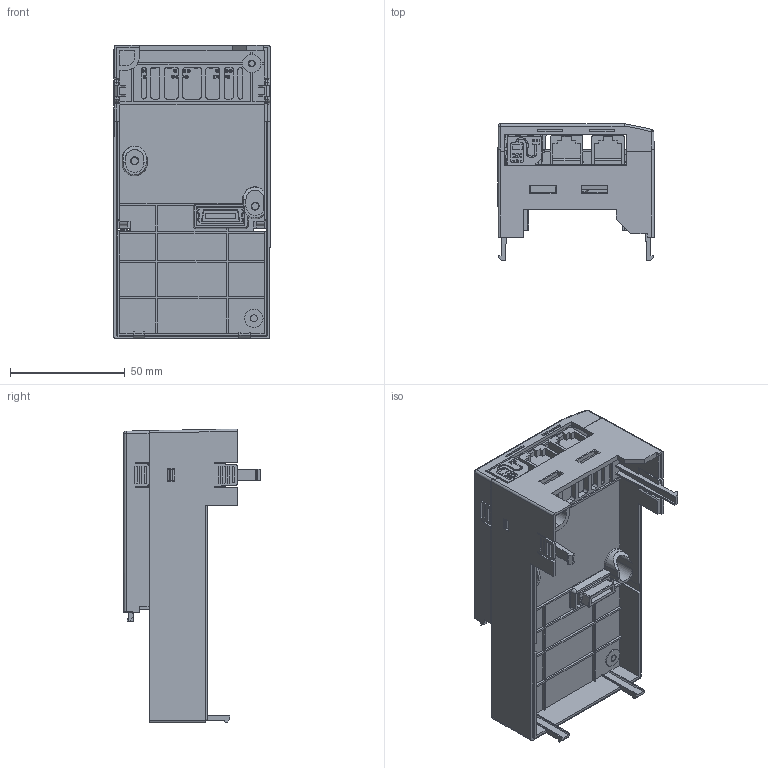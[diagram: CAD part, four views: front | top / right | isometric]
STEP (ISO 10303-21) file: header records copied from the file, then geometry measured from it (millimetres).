
FILE_DESCRIPTION (( 'STEP AP214' ), '1' );
FILE_NAME ('ACN-ECAT.STEP', '2026-01-12T16:36:44', ( '' ), ( '' ), 'SwSTEP 2.0', 'SolidWorks 2024', '' );
FILE_SCHEMA (( 'AUTOMOTIVE_DESIGN' ));
Length unit declared in the file: inch
Products named in the file (1): ACN-ECAT
Bounding box: 68.09 x 59.4 x 128.05 mm (x, y, z)
Volume: 82211 mm3; surface area: 82017.1 mm2
Topology: 11 solids, 11 shells, 1964 faces, 5390 edges, 3532 vertices
Faces by surface type: plane 1329, cylinder 503, cone 89, sphere 18, torus 16, bspline 9
Entity records: 63623 total; most frequent: CARTESIAN_POINT 13192, ORIENTED_EDGE 10766, DIRECTION 10016, EDGE_CURVE 5383, LINE 3802, VECTOR 3802, VERTEX_POINT 3532, AXIS2_PLACEMENT_3D 3107
